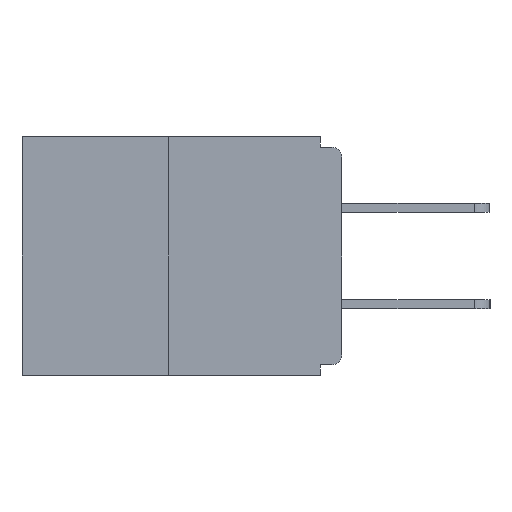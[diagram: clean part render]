
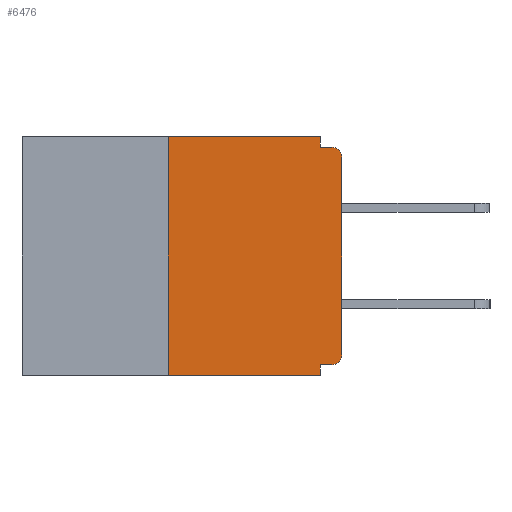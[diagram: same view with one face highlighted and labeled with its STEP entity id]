
A CAD part, left-side view. The second image highlights one B-rep face of the part: STEP entity #6476.
In plain terms, the highlighted planar face has unit normal (-1, 0, 0).
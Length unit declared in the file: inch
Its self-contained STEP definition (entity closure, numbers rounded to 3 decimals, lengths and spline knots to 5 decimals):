
#24 = LINE ( 'NONE', #19362, #9802 ) ;
#559 = ORIENTED_EDGE ( 'NONE', *, *, #23002, .T. ) ;
#1336 = DIRECTION ( 'NONE',  ( 0., -1., 0. ) ) ;
#1585 = DIRECTION ( 'NONE',  ( -1., 0., 0. ) ) ;
#2082 = VERTEX_POINT ( 'NONE', #23058 ) ;
#2415 = FACE_OUTER_BOUND ( 'NONE', #11318, .T. ) ;
#3188 = EDGE_CURVE ( 'NONE', #12297, #4284, #13387, .T. ) ;
#3924 = ORIENTED_EDGE ( 'NONE', *, *, #3188, .T. ) ;
#4284 = VERTEX_POINT ( 'NONE', #5054 ) ;
#4914 = CARTESIAN_POINT ( 'NONE',  ( 0., 0., -0.015 ) ) ;
#5054 = CARTESIAN_POINT ( 'NONE',  ( 0., 0.031, -0.343 ) ) ;
#6069 = CARTESIAN_POINT ( 'NONE',  ( 0., 0., -0.03 ) ) ;
#6322 = CARTESIAN_POINT ( 'NONE',  ( 0., 0.031, 0. ) ) ;
#6476 = ADVANCED_FACE ( 'NONE', ( #2415 ), #10011, .F. ) ;
#6658 = LINE ( 'NONE', #28416, #18315 ) ;
#6986 = LINE ( 'NONE', #4914, #24547 ) ;
#6997 = VECTOR ( 'NONE', #20315, 39.37008 ) ;
#7601 = ORIENTED_EDGE ( 'NONE', *, *, #7793, .F. ) ;
#7793 = EDGE_CURVE ( 'NONE', #15087, #27722, #6986, .T. ) ;
#7869 = EDGE_CURVE ( 'NONE', #22626, #27372, #24, .T. ) ;
#8543 = CIRCLE ( 'NONE', #26824, 0.015 ) ;
#8599 = CARTESIAN_POINT ( 'NONE',  ( 0., 0.015, -0.015 ) ) ;
#9150 = CIRCLE ( 'NONE', #26911, 0.015 ) ;
#9364 = VECTOR ( 'NONE', #16999, 39.37008 ) ;
#9704 = DIRECTION ( 'NONE',  ( 1., 0., 0. ) ) ;
#9802 = VECTOR ( 'NONE', #29197, 39.37008 ) ;
#10011 = PLANE ( 'NONE',  #23483 ) ;
#10087 = EDGE_CURVE ( 'NONE', #27372, #4284, #14027, .T. ) ;
#11208 = EDGE_CURVE ( 'NONE', #22626, #12469, #8543, .T. ) ;
#11318 = EDGE_LOOP ( 'NONE', ( #13685, #13577, #3924, #12965, #24116, #30209, #559, #24100, #7601, #22939 ) ) ;
#11470 = CARTESIAN_POINT ( 'NONE',  ( 0., 0.031, -0.328 ) ) ;
#11753 = CARTESIAN_POINT ( 'NONE',  ( 0., 0.015, -0.328 ) ) ;
#12102 = CARTESIAN_POINT ( 'NONE',  ( 0., 0.25, 0. ) ) ;
#12297 = VERTEX_POINT ( 'NONE', #30296 ) ;
#12469 = VERTEX_POINT ( 'NONE', #18525 ) ;
#12965 = ORIENTED_EDGE ( 'NONE', *, *, #10087, .F. ) ;
#13387 = LINE ( 'NONE', #23098, #30035 ) ;
#13462 = DIRECTION ( 'NONE',  ( 0., 0., -1. ) ) ;
#13577 = ORIENTED_EDGE ( 'NONE', *, *, #24189, .F. ) ;
#13627 = CARTESIAN_POINT ( 'NONE',  ( 0., 0.015, -0.03 ) ) ;
#13685 = ORIENTED_EDGE ( 'NONE', *, *, #15728, .F. ) ;
#13756 = DIRECTION ( 'NONE',  ( -1., 0., 0. ) ) ;
#13922 = DIRECTION ( 'NONE',  ( 0., 0., 1. ) ) ;
#14027 = LINE ( 'NONE', #23756, #19626 ) ;
#14162 = CARTESIAN_POINT ( 'NONE',  ( 0., 0.46, 0. ) ) ;
#15087 = VERTEX_POINT ( 'NONE', #26560 ) ;
#15366 = CARTESIAN_POINT ( 'NONE',  ( 0., 0.46, 0. ) ) ;
#15728 = EDGE_CURVE ( 'NONE', #2082, #22935, #22683, .T. ) ;
#16999 = DIRECTION ( 'NONE',  ( 0., 0., 1. ) ) ;
#17606 = CARTESIAN_POINT ( 'NONE',  ( 0., 0.031, 0. ) ) ;
#18315 = VECTOR ( 'NONE', #13922, 39.37008 ) ;
#18525 = CARTESIAN_POINT ( 'NONE',  ( 0., 0., -0.313 ) ) ;
#18926 = LINE ( 'NONE', #12102, #9364 ) ;
#19006 = EDGE_CURVE ( 'NONE', #22935, #15087, #26709, .T. ) ;
#19362 = CARTESIAN_POINT ( 'NONE',  ( 0., 0., -0.328 ) ) ;
#19626 = VECTOR ( 'NONE', #28656, 39.37008 ) ;
#20315 = DIRECTION ( 'NONE',  ( 0., -1., 0. ) ) ;
#22064 = DIRECTION ( 'NONE',  ( 0., -1., 0. ) ) ;
#22626 = VERTEX_POINT ( 'NONE', #11753 ) ;
#22683 = LINE ( 'NONE', #15366, #6997 ) ;
#22856 = EDGE_CURVE ( 'NONE', #27568, #27722, #9150, .T. ) ;
#22935 = VERTEX_POINT ( 'NONE', #6322 ) ;
#22939 = ORIENTED_EDGE ( 'NONE', *, *, #19006, .F. ) ;
#23002 = EDGE_CURVE ( 'NONE', #12469, #27568, #6658, .T. ) ;
#23058 = CARTESIAN_POINT ( 'NONE',  ( 0., 0.25, 0. ) ) ;
#23098 = CARTESIAN_POINT ( 'NONE',  ( 0., 0.46, -0.343 ) ) ;
#23471 = DIRECTION ( 'NONE',  ( 0., 0., -1. ) ) ;
#23483 = AXIS2_PLACEMENT_3D ( 'NONE', #14162, #9704, #23879 ) ;
#23756 = CARTESIAN_POINT ( 'NONE',  ( 0., 0.031, -0.343 ) ) ;
#23879 = DIRECTION ( 'NONE',  ( 0., 0., -1. ) ) ;
#24100 = ORIENTED_EDGE ( 'NONE', *, *, #22856, .T. ) ;
#24116 = ORIENTED_EDGE ( 'NONE', *, *, #7869, .F. ) ;
#24189 = EDGE_CURVE ( 'NONE', #12297, #2082, #18926, .T. ) ;
#24547 = VECTOR ( 'NONE', #22064, 39.37008 ) ;
#26554 = DIRECTION ( 'NONE',  ( 0., 0., -1. ) ) ;
#26560 = CARTESIAN_POINT ( 'NONE',  ( 0., 0.031, -0.015 ) ) ;
#26709 = LINE ( 'NONE', #17606, #27824 ) ;
#26824 = AXIS2_PLACEMENT_3D ( 'NONE', #28210, #13756, #23471 ) ;
#26911 = AXIS2_PLACEMENT_3D ( 'NONE', #13627, #1585, #13462 ) ;
#27372 = VERTEX_POINT ( 'NONE', #11470 ) ;
#27568 = VERTEX_POINT ( 'NONE', #6069 ) ;
#27722 = VERTEX_POINT ( 'NONE', #8599 ) ;
#27824 = VECTOR ( 'NONE', #26554, 39.37008 ) ;
#28210 = CARTESIAN_POINT ( 'NONE',  ( 0., 0.015, -0.313 ) ) ;
#28416 = CARTESIAN_POINT ( 'NONE',  ( 0., 0., 0. ) ) ;
#28656 = DIRECTION ( 'NONE',  ( 0., 0., -1. ) ) ;
#29197 = DIRECTION ( 'NONE',  ( 0., 1., 0. ) ) ;
#30035 = VECTOR ( 'NONE', #1336, 39.37008 ) ;
#30209 = ORIENTED_EDGE ( 'NONE', *, *, #11208, .T. ) ;
#30296 = CARTESIAN_POINT ( 'NONE',  ( 0., 0.25, -0.343 ) ) ;
